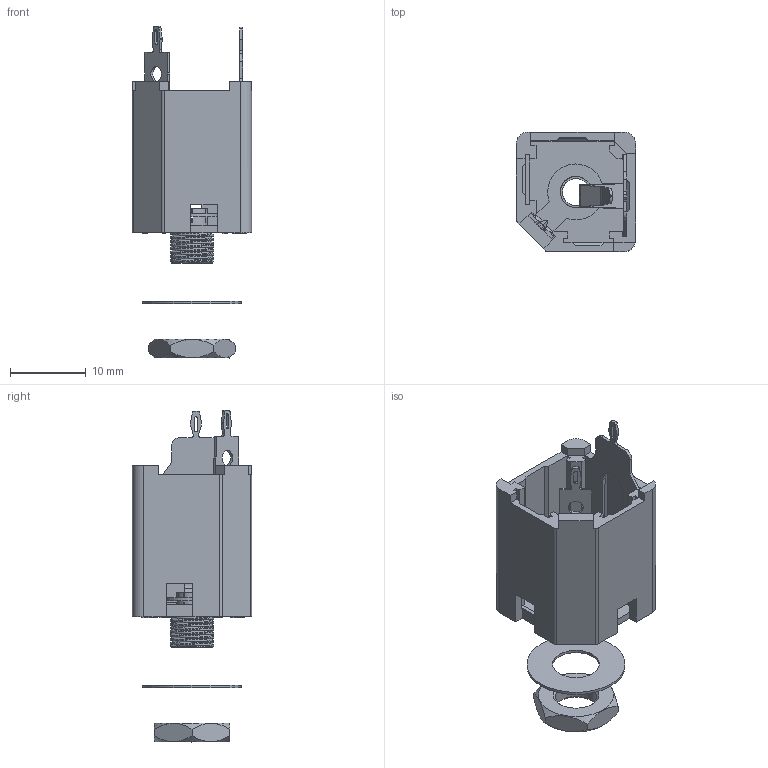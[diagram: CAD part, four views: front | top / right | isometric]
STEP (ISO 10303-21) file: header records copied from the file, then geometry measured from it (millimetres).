
FILE_DESCRIPTION((''),'2;1');
FILE_NAME('ACJM-MV35-2.stp','2014-01-13T10:17:43',('minh'),(''),'Autodesk Inventor 2012','Autodesk Inventor 2012','');
FILE_SCHEMA(('AUTOMOTIVE_DESIGN { 1 0 10303 214 1 1 1 1 }'));
Length unit declared in the file: millimetre
Products named in the file (7): ACJS-MV35-2; 53480055_531; 50300152_321; 50300149_321; 50300162_322; 52770010-321; 52170053-321
Assembly tree (6 placements, depth 2):
  ACJS-MV35-2
    53480055_531
    50300152_321
    50300149_321
    50300162_322
    52770010-321
    52170053-321
Bounding box: 15.76 x 15.76 x 43.89 mm (x, y, z)
Volume: 1942.3 mm3; surface area: 4261.4 mm2
Topology: 14 solids, 14 shells, 456 faces, 1285 edges, 857 vertices
Faces by surface type: plane 321, bspline 74, cylinder 47, sphere 8, cone 6
Full cylindrical faces by diameter (mm): 0.3 x4, 2 x1, 3.6 x1, 4.05 x1, 4.1 x2, 5.459 x1, 6.2 x1, 13 x1
Entity records: 18584 total; most frequent: CARTESIAN_POINT 7209, ORIENTED_EDGE 2470, DIRECTION 1984, EDGE_CURVE 1235, VECTOR 940, LINE 940, VERTEX_POINT 834, AXIS2_PLACEMENT_3D 522
